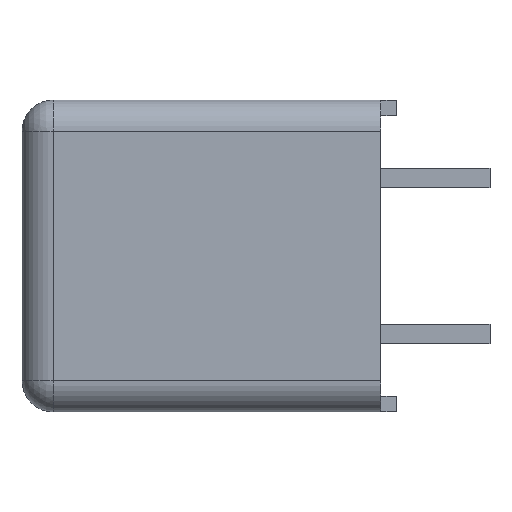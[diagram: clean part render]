
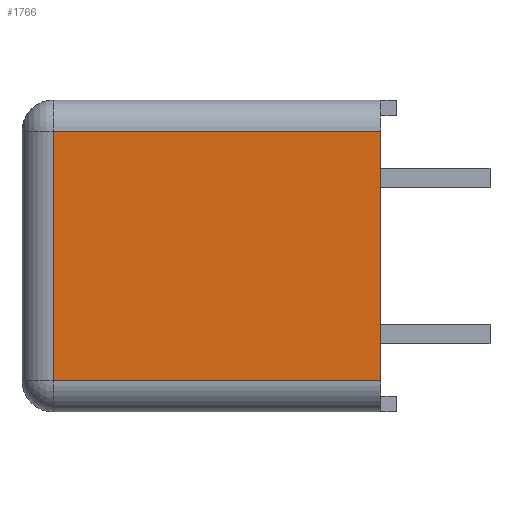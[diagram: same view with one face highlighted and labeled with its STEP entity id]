
A CAD part, left-side view. The second image highlights one B-rep face of the part: STEP entity #1766.
In plain terms, the highlighted planar face has unit normal (-1, 0, 0).
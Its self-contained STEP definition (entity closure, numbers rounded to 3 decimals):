
#530 = CARTESIAN_POINT ( 'NONE',  ( -15., 10.5, -5. ) ) ;
#621 = EDGE_LOOP ( 'NONE', ( #5611, #6896, #6617, #7427 ) ) ;
#813 = CARTESIAN_POINT ( 'NONE',  ( -15., 10.5, -4. ) ) ;
#1108 = PLANE ( 'NONE',  #7500 ) ;
#1170 = CARTESIAN_POINT ( 'NONE',  ( -15., 0., 4. ) ) ;
#1505 = VERTEX_POINT ( 'NONE', #1819 ) ;
#1588 = LINE ( 'NONE', #530, #1787 ) ;
#1766 = ADVANCED_FACE ( 'NONE', ( #3609 ), #1108, .F. ) ;
#1787 = VECTOR ( 'NONE', #9188, 1000. ) ;
#1819 = CARTESIAN_POINT ( 'NONE',  ( -15., 0., -4. ) ) ;
#1844 = EDGE_CURVE ( 'NONE', #5013, #1505, #4080, .T. ) ;
#1864 = VERTEX_POINT ( 'NONE', #9584 ) ;
#1917 = EDGE_CURVE ( 'NONE', #1864, #5013, #1588, .T. ) ;
#2035 = DIRECTION ( 'NONE',  ( 0., -1., 0. ) ) ;
#2102 = DIRECTION ( 'NONE',  ( 0., 0., 1. ) ) ;
#2140 = EDGE_CURVE ( 'NONE', #9319, #1864, #5665, .T. ) ;
#2899 = VECTOR ( 'NONE', #2035, 1000. ) ;
#3064 = CARTESIAN_POINT ( 'NONE',  ( -15., 11.5, -4. ) ) ;
#3129 = CARTESIAN_POINT ( 'NONE',  ( -15., 0., -5. ) ) ;
#3609 = FACE_OUTER_BOUND ( 'NONE', #621, .T. ) ;
#3637 = VECTOR ( 'NONE', #2102, 1000. ) ;
#3712 = DIRECTION ( 'NONE',  ( 0., 1., 0. ) ) ;
#3973 = DIRECTION ( 'NONE',  ( 0., 0., -1. ) ) ;
#4080 = LINE ( 'NONE', #3064, #2899 ) ;
#4146 = LINE ( 'NONE', #3129, #3637 ) ;
#4255 = EDGE_CURVE ( 'NONE', #1505, #9319, #4146, .T. ) ;
#4682 = CARTESIAN_POINT ( 'NONE',  ( -15., 11.5, 4. ) ) ;
#4946 = DIRECTION ( 'NONE',  ( 1., 0., 0. ) ) ;
#5013 = VERTEX_POINT ( 'NONE', #813 ) ;
#5611 = ORIENTED_EDGE ( 'NONE', *, *, #1917, .T. ) ;
#5665 = LINE ( 'NONE', #4682, #6631 ) ;
#5904 = CARTESIAN_POINT ( 'NONE',  ( -15., 11.5, -5. ) ) ;
#6617 = ORIENTED_EDGE ( 'NONE', *, *, #4255, .T. ) ;
#6631 = VECTOR ( 'NONE', #3712, 1000. ) ;
#6896 = ORIENTED_EDGE ( 'NONE', *, *, #1844, .T. ) ;
#7427 = ORIENTED_EDGE ( 'NONE', *, *, #2140, .T. ) ;
#7500 = AXIS2_PLACEMENT_3D ( 'NONE', #5904, #4946, #3973 ) ;
#9188 = DIRECTION ( 'NONE',  ( 0., 0., -1. ) ) ;
#9319 = VERTEX_POINT ( 'NONE', #1170 ) ;
#9584 = CARTESIAN_POINT ( 'NONE',  ( -15., 10.5, 4. ) ) ;
